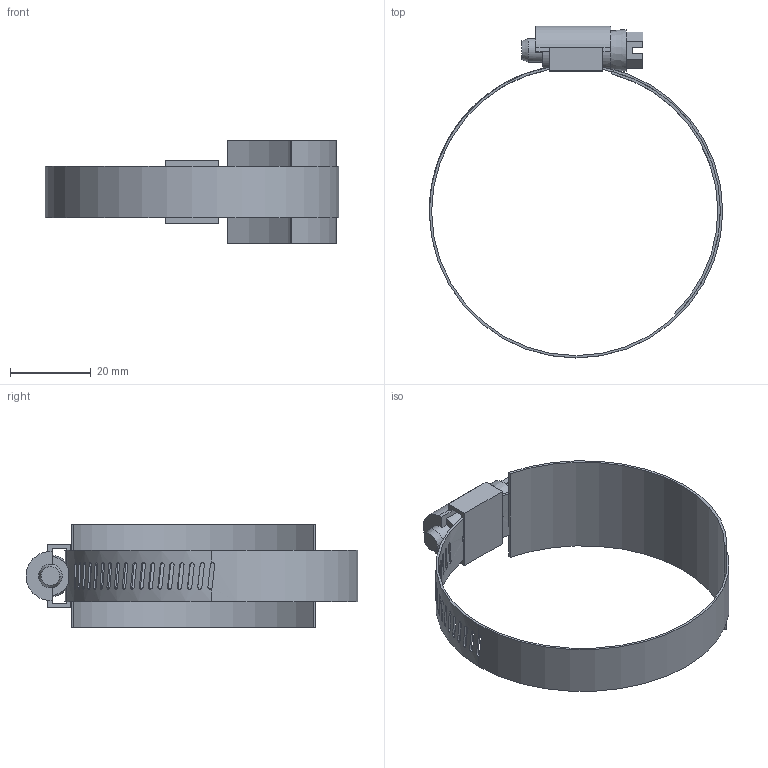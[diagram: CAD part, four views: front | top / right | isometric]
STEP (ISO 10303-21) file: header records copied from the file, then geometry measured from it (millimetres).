
FILE_DESCRIPTION (( 'STEP AP214' ), '1' );
FILE_NAME ('TK-3.STEP', '2019-07-30T18:31:12', ( '' ), ( '' ), 'SwSTEP 2.0', 'SolidWorks 2019', '' );
FILE_SCHEMA (( 'AUTOMOTIVE_DESIGN' ));
Length unit declared in the file: inch
Products named in the file (6): 1009-0006; 4037-0004^9090-0161; TK-3; 9090-0161
Assembly tree (3 placements, depth 3):
  1009-0006
  4037-0004^9090-0161
  TK-3
    9090-0161
      1009-0006
      4037-0004^9090-0161
Bounding box: 72.8 x 82.35 x 25.4 mm (x, y, z)
Volume: 5377.2 mm3; surface area: 11283.4 mm2
Topology: 2 solids, 2 shells, 162 faces, 487 edges, 322 vertices
Faces by surface type: plane 87, cylinder 71, cone 4
Entity records: 6295 total; most frequent: CARTESIAN_POINT 2083, ORIENTED_EDGE 974, DIRECTION 675, EDGE_CURVE 487, VERTEX_POINT 322, VECTOR 251, LINE 251, AXIS2_PLACEMENT_3D 212
